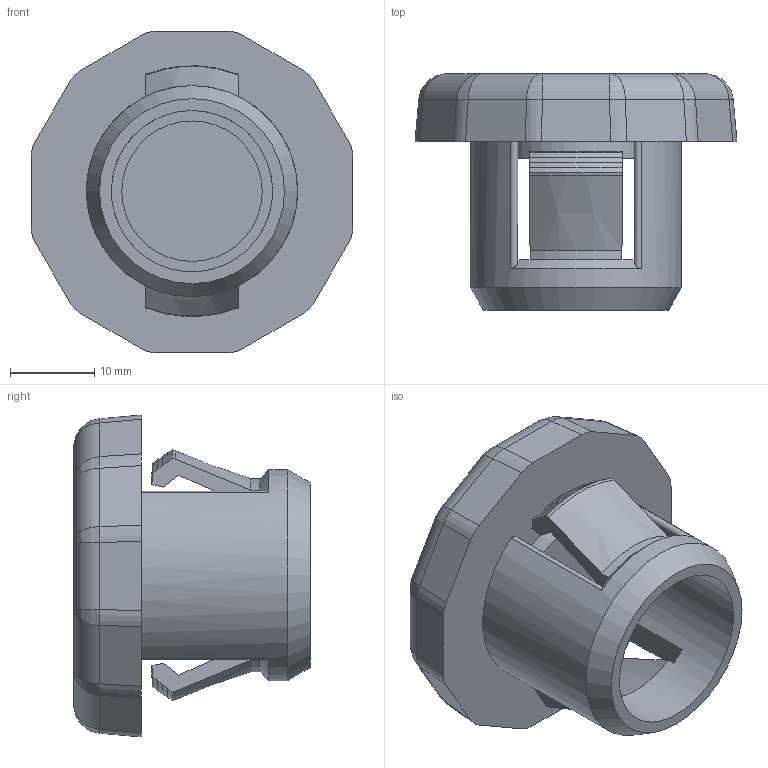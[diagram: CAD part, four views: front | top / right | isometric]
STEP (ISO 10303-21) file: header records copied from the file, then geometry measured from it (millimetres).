
FILE_DESCRIPTION(/* description */ (''),/* implementation_level */ '2;1');
FILE_NAME(/* name */ '28931_5_KES_R_FDA_M25_4.stp',/* time_stamp */ '2024-12-09T08:00:07+01:00',/* author */ (''),/* organization */ (''),/* preprocessor_version */ 'ST-DEVELOPER v19.4',/* originating_system */ 'SIEMENS PLM Software NX2212.9140',/* authorisation */ '');
FILE_SCHEMA (('AUTOMOTIVE_DESIGN { 1 0 10303 214 3 1 1 1 }'));
Length unit declared in the file: millimetre
Products named in the file (1): 28911_6_KES-RM25-4_stp
Bounding box: 38.13 x 28 x 38.13 mm (x, y, z)
Volume: 12360.8 mm3; surface area: 6080.8 mm2
Topology: 1 solids, 1 shells, 406 faces, 1063 edges, 687 vertices
Faces by surface type: plane 228, cylinder 94, cone 43, extrusion 17, bspline 16, sphere 8
Full cylindrical faces by diameter (mm): 16.63 x1, 19.103 x1, 25 x1
Entity records: 13304 total; most frequent: CARTESIAN_POINT 3582, ORIENTED_EDGE 2072, DIRECTION 1883, EDGE_CURVE 1036, VECTOR 679, VERTEX_POINT 673, LINE 662, AXIS2_PLACEMENT_3D 602
